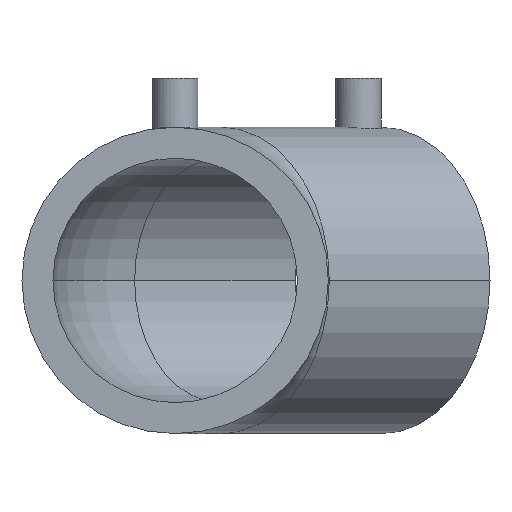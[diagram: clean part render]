
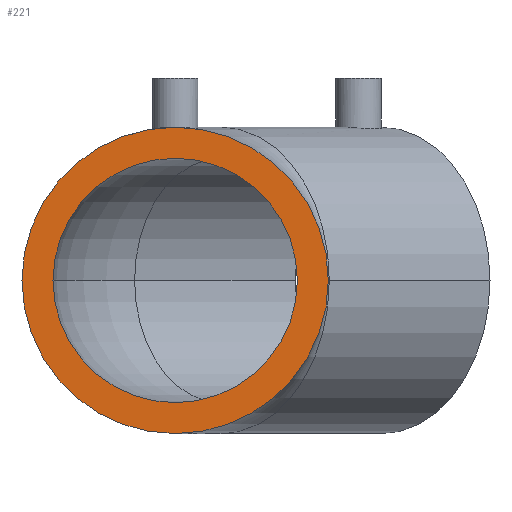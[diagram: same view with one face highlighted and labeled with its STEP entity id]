
A CAD part, front view. The second image highlights one B-rep face of the part: STEP entity #221.
In plain terms, the highlighted planar face has unit normal (0, -1, 0).
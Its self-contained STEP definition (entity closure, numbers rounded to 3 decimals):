
#30 = DIRECTION ( 'NONE',  ( 0., 1., 0. ) ) ;
#40 = DIRECTION ( 'NONE',  ( 0., 0., 1. ) ) ;
#55 = ORIENTED_EDGE ( 'NONE', *, *, #616, .F. ) ;
#93 = VERTEX_POINT ( 'NONE', #292 ) ;
#104 = CIRCLE ( 'NONE', #792, 47. ) ;
#105 = DIRECTION ( 'NONE',  ( 0., 0., 1. ) ) ;
#115 = CARTESIAN_POINT ( 'NONE',  ( -37.5, 0., 0. ) ) ;
#122 = AXIS2_PLACEMENT_3D ( 'NONE', #947, #376, #530 ) ;
#129 = DIRECTION ( 'NONE',  ( 0., 0., 1. ) ) ;
#141 = CIRCLE ( 'NONE', #122, 47. ) ;
#188 = EDGE_CURVE ( 'NONE', #739, #761, #298, .T. ) ;
#215 = CARTESIAN_POINT ( 'NONE',  ( 0., 0., 0. ) ) ;
#221 = ADVANCED_FACE ( 'NONE', ( #619, #695 ), #284, .F. ) ;
#239 = EDGE_CURVE ( 'NONE', #932, #93, #141, .T. ) ;
#284 = PLANE ( 'NONE',  #989 ) ;
#290 = CARTESIAN_POINT ( 'NONE',  ( 0., 0., 0. ) ) ;
#292 = CARTESIAN_POINT ( 'NONE',  ( -47., 0., 0. ) ) ;
#298 = CIRCLE ( 'NONE', #378, 37.5 ) ;
#376 = DIRECTION ( 'NONE',  ( 0., 1., 0. ) ) ;
#378 = AXIS2_PLACEMENT_3D ( 'NONE', #290, #690, #40 ) ;
#402 = ORIENTED_EDGE ( 'NONE', *, *, #188, .F. ) ;
#460 = CARTESIAN_POINT ( 'NONE',  ( 37.5, 0., 0. ) ) ;
#530 = DIRECTION ( 'NONE',  ( 0., 0., 1. ) ) ;
#542 = DIRECTION ( 'NONE',  ( 0., -1., 0. ) ) ;
#564 = EDGE_LOOP ( 'NONE', ( #402, #817 ) ) ;
#576 = AXIS2_PLACEMENT_3D ( 'NONE', #638, #542, #974 ) ;
#594 = DIRECTION ( 'NONE',  ( 0., 1., 0. ) ) ;
#610 = EDGE_LOOP ( 'NONE', ( #55, #970 ) ) ;
#616 = EDGE_CURVE ( 'NONE', #93, #932, #104, .T. ) ;
#619 = FACE_BOUND ( 'NONE', #564, .T. ) ;
#638 = CARTESIAN_POINT ( 'NONE',  ( 0., 0., 0. ) ) ;
#690 = DIRECTION ( 'NONE',  ( 0., -1., 0. ) ) ;
#695 = FACE_OUTER_BOUND ( 'NONE', #610, .T. ) ;
#739 = VERTEX_POINT ( 'NONE', #115 ) ;
#755 = EDGE_CURVE ( 'NONE', #761, #739, #762, .T. ) ;
#761 = VERTEX_POINT ( 'NONE', #460 ) ;
#762 = CIRCLE ( 'NONE', #576, 37.5 ) ;
#792 = AXIS2_PLACEMENT_3D ( 'NONE', #1004, #594, #105 ) ;
#817 = ORIENTED_EDGE ( 'NONE', *, *, #755, .F. ) ;
#932 = VERTEX_POINT ( 'NONE', #999 ) ;
#947 = CARTESIAN_POINT ( 'NONE',  ( 0., 0., 0. ) ) ;
#970 = ORIENTED_EDGE ( 'NONE', *, *, #239, .F. ) ;
#974 = DIRECTION ( 'NONE',  ( 0., 0., 1. ) ) ;
#989 = AXIS2_PLACEMENT_3D ( 'NONE', #215, #30, #129 ) ;
#999 = CARTESIAN_POINT ( 'NONE',  ( 47., 0., 0. ) ) ;
#1004 = CARTESIAN_POINT ( 'NONE',  ( 0., 0., 0. ) ) ;
